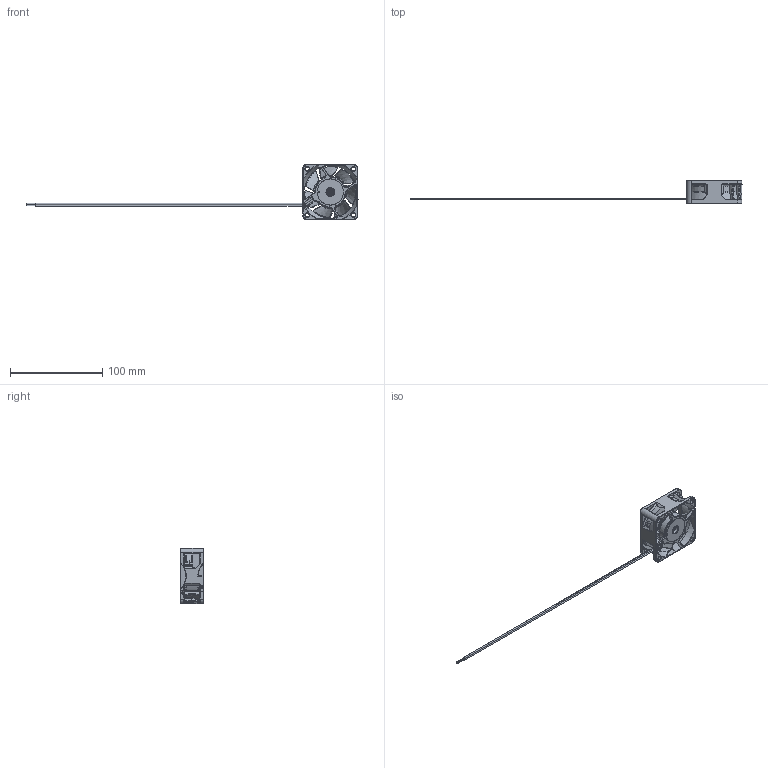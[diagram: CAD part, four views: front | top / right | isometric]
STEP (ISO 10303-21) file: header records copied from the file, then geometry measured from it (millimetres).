
FILE_DESCRIPTION(('FreeCAD Model'),'2;1');
FILE_NAME('OA60EC-UR-1WBIP68A.stp', '2019-08-30T14:14:35',('FreeCAD'),('FreeCAD'), 'Open CASCADE STEP processor 7.3','FreeCAD','Unknown');
FILE_SCHEMA(('AUTOMOTIVE_DESIGN { 1 0 10303 214 1 1 1 1 }'));
Length unit declared in the file: millimetre
Products named in the file (768): Open CASCADE STEP translator 7.3 1; Open CASCADE STEP translator 7.3 1.1; Open CASCADE STEP translator 7.3 1.1.1; Open CASCADE STEP translator 7.3 1.1.2; Open CASCADE STEP translator 7.3 1.1.3; Open CASCADE STEP translator 7.3 1.1.4; Open CASCADE STEP translator 7.3 1.1.5; Open CASCADE STEP translator 7.3 1.1.6; Open CASCADE STEP translator 7.3 1.1.7; Open CASCADE STEP translator 7.3 1.1.8; Open CASCADE STEP translator 7.3 1.1.9; Open CASCADE STEP translator 7.3 1.1.10; Open CASCADE STEP translator 7.3 1.1.11; Open CASCADE STEP translator 7.3 1.1.12; Open CASCADE STEP translator 7.3 1.1.13; Open CASCADE STEP translator 7.3 1.1.14; Open CASCADE STEP translator 7.3 1.1.15; Open CASCADE STEP translator 7.3 1.1.16; Open CASCADE STEP translator 7.3 1.1.17; Open CASCADE STEP translator 7.3 1.1.18; Open CASCADE STEP translator 7.3 1.1.19; Open CASCADE STEP translator 7.3 1.1.20; Open CASCADE STEP translator 7.3 1.1.21; Open CASCADE STEP translator 7.3 1.1.22; Open CASCADE STEP translator 7.3 1.1.23; Open CASCADE STEP translator 7.3 1.1.24; Open CASCADE STEP translator 7.3 1.1.25; Open CASCADE STEP translator 7.3 1.1.26; Open CASCADE STEP translator 7.3 1.1.27; Open CASCADE STEP translator 7.3 1.1.28; Open CASCADE STEP translator 7.3 1.1.29; Open CASCADE STEP translator 7.3 1.1.30; Open CASCADE STEP translator 7.3 1.1.31; Open CASCADE STEP translator 7.3 1.1.32; Open CASCADE STEP translator 7.3 1.1.33; Open CASCADE STEP translator 7.3 1.1.34; Open CASCADE STEP translator 7.3 1.1.35; Open CASCADE STEP translator 7.3 1.1.36; Open CASCADE STEP translator 7.3 1.1.37; Open CASCADE STEP translator 7.3 1.1.38 ...
Assembly tree (767 placements, depth 3):
  Open CASCADE STEP translator 7.3 1
    Open CASCADE STEP translator 7.3 1.1
      Open CASCADE STEP translator 7.3 1.1.1
      Open CASCADE STEP translator 7.3 1.1.2
      Open CASCADE STEP translator 7.3 1.1.3
      Open CASCADE STEP translator 7.3 1.1.4
      Open CASCADE STEP translator 7.3 1.1.5
      Open CASCADE STEP translator 7.3 1.1.6
      Open CASCADE STEP translator 7.3 1.1.7
      Open CASCADE STEP translator 7.3 1.1.8
      Open CASCADE STEP translator 7.3 1.1.9
      Open CASCADE STEP translator 7.3 1.1.10
      Open CASCADE STEP translator 7.3 1.1.11
      Open CASCADE STEP translator 7.3 1.1.12
      Open CASCADE STEP translator 7.3 1.1.13
      Open CASCADE STEP translator 7.3 1.1.14
      Open CASCADE STEP translator 7.3 1.1.15
      Open CASCADE STEP translator 7.3 1.1.16
      Open CASCADE STEP translator 7.3 1.1.17
      Open CASCADE STEP translator 7.3 1.1.18
      Open CASCADE STEP translator 7.3 1.1.19
      Open CASCADE STEP translator 7.3 1.1.20
      Open CASCADE STEP translator 7.3 1.1.21
      Open CASCADE STEP translator 7.3 1.1.22
      Open CASCADE STEP translator 7.3 1.1.23
      Open CASCADE STEP translator 7.3 1.1.24
      Open CASCADE STEP translator 7.3 1.1.25
      Open CASCADE STEP translator 7.3 1.1.26
      Open CASCADE STEP translator 7.3 1.1.27
      Open CASCADE STEP translator 7.3 1.1.28
      Open CASCADE STEP translator 7.3 1.1.29
      Open CASCADE STEP translator 7.3 1.1.30
      Open CASCADE STEP translator 7.3 1.1.31
      Open CASCADE STEP translator 7.3 1.1.32
      Open CASCADE STEP translator 7.3 1.1.33
      Open CASCADE STEP translator 7.3 1.1.34
      Open CASCADE STEP translator 7.3 1.1.35
      Open CASCADE STEP translator 7.3 1.1.36
      Open CASCADE STEP translator 7.3 1.1.37
      Open CASCADE STEP translator 7.3 1.1.38
      Open CASCADE STEP translator 7.3 1.1.39
      Open CASCADE STEP translator 7.3 1.1.40
      Open CASCADE STEP translator 7.3 1.1.41
      Open CASCADE STEP translator 7.3 1.1.42
      Open CASCADE STEP translator 7.3 1.1.43
      Open CASCADE STEP translator 7.3 1.1.44
      Open CASCADE STEP translator 7.3 1.1.45
      Open CASCADE STEP translator 7.3 1.1.46
      Open CASCADE STEP translator 7.3 1.1.47
      Open CASCADE STEP translator 7.3 1.1.48
      Open CASCADE STEP translator 7.3 1.1.49
      Open CASCADE STEP translator 7.3 1.1.50
      Open CASCADE STEP translator 7.3 1.1.51
      Open CASCADE STEP translator 7.3 1.1.52
      Open CASCADE STEP translator 7.3 1.1.53
      Open CASCADE STEP translator 7.3 1.1.54
      Open CASCADE STEP translator 7.3 1.1.55
      Open CASCADE STEP translator 7.3 1.1.56
      Open CASCADE STEP translator 7.3 1.1.57
      Open CASCADE STEP translator 7.3 1.1.58
Bounding box: 360 x 25 x 60 mm (x, y, z)
Surface area: 26504.8 mm2 (no closed solid volume)
Topology: 0 solids, 766 shells, 766 faces, 8218 edges, 8193 vertices
Faces by surface type: bspline 499, revolution 267
Entity records: 170471 total; most frequent: CARTESIAN_POINT 80564, B_SPLINE_CURVE_WITH_KNOTS 14139, ORIENTED_EDGE 8196, EDGE_CURVE 8196, VERTEX_POINT 8196, SURFACE_CURVE 8196, PCURVE 8196, DEFINITIONAL_REPRESENTATION 8196
